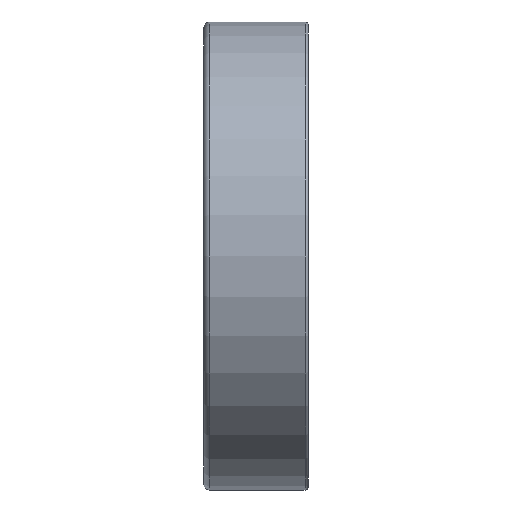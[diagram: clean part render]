
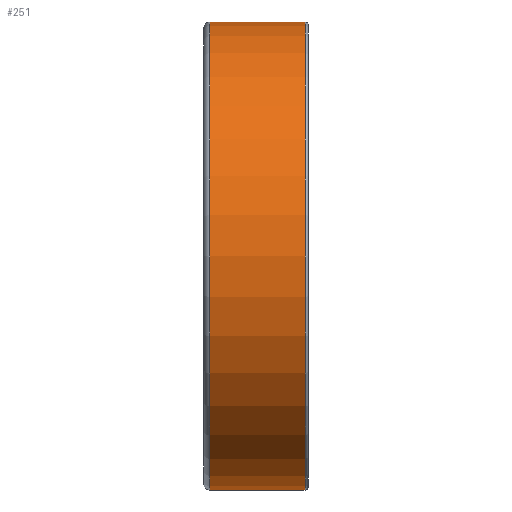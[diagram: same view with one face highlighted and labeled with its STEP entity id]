
A CAD part, front view. The second image highlights one B-rep face of the part: STEP entity #251.
In plain terms, the highlighted cylindrical face has radius 42.5 mm (diameter 85 mm), a full revolution.
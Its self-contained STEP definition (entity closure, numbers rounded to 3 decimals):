
#79=CYLINDRICAL_SURFACE('',#322,42.5);
#116=ORIENTED_EDGE('',*,*,#127,.T.);
#117=ORIENTED_EDGE('',*,*,#133,.F.);
#127=EDGE_CURVE('',#143,#143,#160,.T.);
#133=EDGE_CURVE('',#149,#149,#166,.T.);
#143=VERTEX_POINT('',#457);
#149=VERTEX_POINT('',#475);
#160=CIRCLE('',#309,42.5);
#166=CIRCLE('',#321,42.5);
#197=EDGE_LOOP('',(#116));
#198=EDGE_LOOP('',(#117));
#229=FACE_BOUND('',#197,.T.);
#230=FACE_BOUND('',#198,.T.);
#251=ADVANCED_FACE('',(#229,#230),#79,.T.);
#309=AXIS2_PLACEMENT_3D('',#456,#375,#376);
#321=AXIS2_PLACEMENT_3D('',#474,#399,#400);
#322=AXIS2_PLACEMENT_3D('',#476,#401,#402);
#375=DIRECTION('',(1.,0.,0.));
#376=DIRECTION('',(0.,0.,-1.));
#399=DIRECTION('',(1.,0.,0.));
#400=DIRECTION('',(0.,0.,-1.));
#401=DIRECTION('',(1.,0.,0.));
#402=DIRECTION('',(0.,0.,-1.));
#456=CARTESIAN_POINT('',(1.1,0.,0.));
#457=CARTESIAN_POINT('',(1.1,0.,-42.5));
#474=CARTESIAN_POINT('',(18.4,0.,0.));
#475=CARTESIAN_POINT('',(18.4,0.,-42.5));
#476=CARTESIAN_POINT('',(19.,0.,0.));
